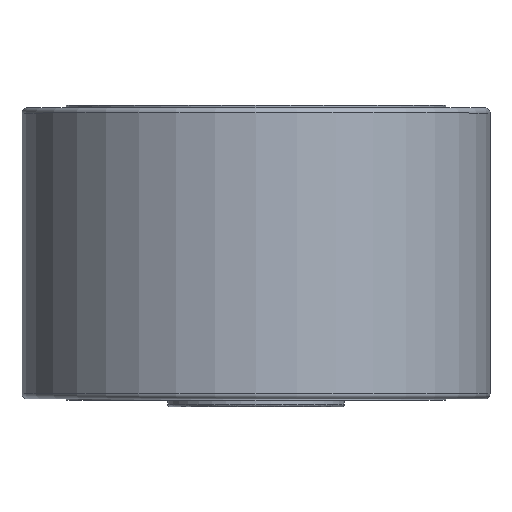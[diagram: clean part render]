
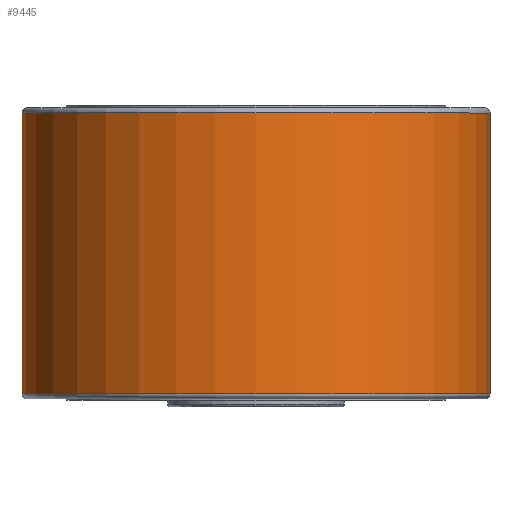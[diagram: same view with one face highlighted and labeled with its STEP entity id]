
A CAD part, front view. The second image highlights one B-rep face of the part: STEP entity #9445.
In plain terms, the highlighted cylindrical face has radius 45 mm (diameter 90 mm), a full revolution.
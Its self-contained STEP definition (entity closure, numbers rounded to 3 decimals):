
#9378 = TOROIDAL_SURFACE('',#9379,44.,1.);
#9379 = AXIS2_PLACEMENT_3D('',#9380,#9381,#9382);
#9380 = CARTESIAN_POINT('',(0.,0.,2.5));
#9381 = DIRECTION('',(0.,0.,1.));
#9382 = DIRECTION('',(1.,0.,0.));
#9395 = VERTEX_POINT('',#9396);
#9396 = CARTESIAN_POINT('',(45.,0.,2.5));
#9418 = EDGE_CURVE('',#9395,#9395,#9419,.T.);
#9419 = SURFACE_CURVE('',#9420,(#9425,#9432),.PCURVE_S1.);
#9420 = CIRCLE('',#9421,45.);
#9421 = AXIS2_PLACEMENT_3D('',#9422,#9423,#9424);
#9422 = CARTESIAN_POINT('',(0.,0.,2.5));
#9423 = DIRECTION('',(0.,0.,-1.));
#9424 = DIRECTION('',(1.,0.,0.));
#9425 = PCURVE('',#9378,#9426);
#9426 = DEFINITIONAL_REPRESENTATION('',(#9427),#9431);
#9427 = LINE('',#9428,#9429);
#9428 = CARTESIAN_POINT('',(-0.,6.283));
#9429 = VECTOR('',#9430,1.);
#9430 = DIRECTION('',(-1.,0.));
#9431 = ( GEOMETRIC_REPRESENTATION_CONTEXT(2) 
PARAMETRIC_REPRESENTATION_CONTEXT() REPRESENTATION_CONTEXT('2D SPACE',''
  ) );
#9432 = PCURVE('',#9433,#9438);
#9433 = CYLINDRICAL_SURFACE('',#9434,45.);
#9434 = AXIS2_PLACEMENT_3D('',#9435,#9436,#9437);
#9435 = CARTESIAN_POINT('',(0.,0.,2.5));
#9436 = DIRECTION('',(0.,0.,1.));
#9437 = DIRECTION('',(1.,0.,0.));
#9438 = DEFINITIONAL_REPRESENTATION('',(#9439),#9443);
#9439 = LINE('',#9440,#9441);
#9440 = CARTESIAN_POINT('',(-0.,0.));
#9441 = VECTOR('',#9442,1.);
#9442 = DIRECTION('',(-1.,0.));
#9443 = ( GEOMETRIC_REPRESENTATION_CONTEXT(2) 
PARAMETRIC_REPRESENTATION_CONTEXT() REPRESENTATION_CONTEXT('2D SPACE',''
  ) );
#9445 = ADVANCED_FACE('',(#9446),#9433,.T.);
#9446 = FACE_BOUND('',#9447,.F.);
#9447 = EDGE_LOOP('',(#9448,#9449,#9472,#9499));
#9448 = ORIENTED_EDGE('',*,*,#9418,.T.);
#9449 = ORIENTED_EDGE('',*,*,#9450,.T.);
#9450 = EDGE_CURVE('',#9395,#9451,#9453,.T.);
#9451 = VERTEX_POINT('',#9452);
#9452 = CARTESIAN_POINT('',(45.,0.,56.5));
#9453 = SEAM_CURVE('',#9454,(#9458,#9465),.PCURVE_S1.);
#9454 = LINE('',#9455,#9456);
#9455 = CARTESIAN_POINT('',(45.,0.,2.5));
#9456 = VECTOR('',#9457,1.);
#9457 = DIRECTION('',(0.,0.,1.));
#9458 = PCURVE('',#9433,#9459);
#9459 = DEFINITIONAL_REPRESENTATION('',(#9460),#9464);
#9460 = LINE('',#9461,#9462);
#9461 = CARTESIAN_POINT('',(-0.,0.));
#9462 = VECTOR('',#9463,1.);
#9463 = DIRECTION('',(-0.,1.));
#9464 = ( GEOMETRIC_REPRESENTATION_CONTEXT(2) 
PARAMETRIC_REPRESENTATION_CONTEXT() REPRESENTATION_CONTEXT('2D SPACE',''
  ) );
#9465 = PCURVE('',#9433,#9466);
#9466 = DEFINITIONAL_REPRESENTATION('',(#9467),#9471);
#9467 = LINE('',#9468,#9469);
#9468 = CARTESIAN_POINT('',(-6.283,0.));
#9469 = VECTOR('',#9470,1.);
#9470 = DIRECTION('',(-0.,1.));
#9471 = ( GEOMETRIC_REPRESENTATION_CONTEXT(2) 
PARAMETRIC_REPRESENTATION_CONTEXT() REPRESENTATION_CONTEXT('2D SPACE',''
  ) );
#9472 = ORIENTED_EDGE('',*,*,#9473,.F.);
#9473 = EDGE_CURVE('',#9451,#9451,#9474,.T.);
#9474 = SURFACE_CURVE('',#9475,(#9480,#9487),.PCURVE_S1.);
#9475 = CIRCLE('',#9476,45.);
#9476 = AXIS2_PLACEMENT_3D('',#9477,#9478,#9479);
#9477 = CARTESIAN_POINT('',(0.,0.,56.5));
#9478 = DIRECTION('',(0.,0.,-1.));
#9479 = DIRECTION('',(1.,0.,0.));
#9480 = PCURVE('',#9433,#9481);
#9481 = DEFINITIONAL_REPRESENTATION('',(#9482),#9486);
#9482 = LINE('',#9483,#9484);
#9483 = CARTESIAN_POINT('',(-0.,54.));
#9484 = VECTOR('',#9485,1.);
#9485 = DIRECTION('',(-1.,0.));
#9486 = ( GEOMETRIC_REPRESENTATION_CONTEXT(2) 
PARAMETRIC_REPRESENTATION_CONTEXT() REPRESENTATION_CONTEXT('2D SPACE',''
  ) );
#9487 = PCURVE('',#9488,#9493);
#9488 = TOROIDAL_SURFACE('',#9489,44.,1.);
#9489 = AXIS2_PLACEMENT_3D('',#9490,#9491,#9492);
#9490 = CARTESIAN_POINT('',(0.,0.,56.5));
#9491 = DIRECTION('',(0.,0.,1.));
#9492 = DIRECTION('',(1.,0.,0.));
#9493 = DEFINITIONAL_REPRESENTATION('',(#9494),#9498);
#9494 = LINE('',#9495,#9496);
#9495 = CARTESIAN_POINT('',(-0.,0.));
#9496 = VECTOR('',#9497,1.);
#9497 = DIRECTION('',(-1.,0.));
#9498 = ( GEOMETRIC_REPRESENTATION_CONTEXT(2) 
PARAMETRIC_REPRESENTATION_CONTEXT() REPRESENTATION_CONTEXT('2D SPACE',''
  ) );
#9499 = ORIENTED_EDGE('',*,*,#9450,.F.);
